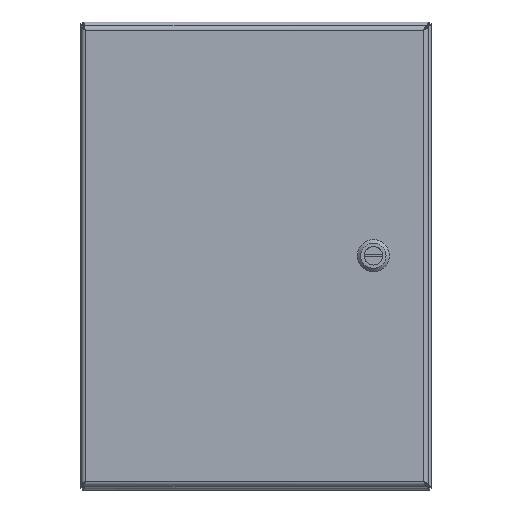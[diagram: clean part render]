
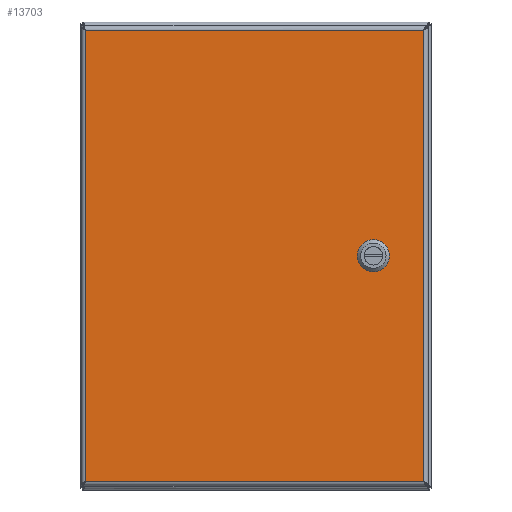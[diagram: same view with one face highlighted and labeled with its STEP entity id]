
A CAD part, top view. The second image highlights one B-rep face of the part: STEP entity #13703.
In plain terms, the highlighted face is planar.
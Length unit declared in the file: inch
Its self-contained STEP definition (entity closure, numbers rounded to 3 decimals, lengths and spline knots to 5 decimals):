
#457=FACE_BOUND('',#2958,.T.);
#665=CIRCLE('',#14535,0.453);
#667=CIRCLE('',#14539,0.453);
#669=CIRCLE('',#14543,0.453);
#671=CIRCLE('',#14547,0.453);
#1265=PLANE('',#14585);
#2052=FACE_OUTER_BOUND('',#2957,.T.);
#2957=EDGE_LOOP('',(#10056,#10057,#10058,#10059));
#2958=EDGE_LOOP('',(#10060,#10061,#10062,#10063,#10064,#10065,#10066,#10067));
#3989=LINE('',#22063,#5035);
#3993=LINE('',#22075,#5039);
#3997=LINE('',#22087,#5043);
#4001=LINE('',#22097,#5047);
#4037=LINE('',#22179,#5083);
#4043=LINE('',#22261,#5089);
#4058=LINE('',#22361,#5104);
#4073=LINE('',#22460,#5119);
#5035=VECTOR('',#16302,0.42525);
#5039=VECTOR('',#16314,0.42525);
#5043=VECTOR('',#16326,0.42525);
#5047=VECTOR('',#16338,0.42525);
#5083=VECTOR('',#16400,15.4445);
#5089=VECTOR('',#16412,11.5695);
#5104=VECTOR('',#16441,15.4445);
#5119=VECTOR('',#16470,11.5695);
#6146=VERTEX_POINT('',#22054);
#6147=VERTEX_POINT('',#22056);
#6149=VERTEX_POINT('',#22062);
#6151=VERTEX_POINT('',#22068);
#6153=VERTEX_POINT('',#22074);
#6155=VERTEX_POINT('',#22080);
#6157=VERTEX_POINT('',#22086);
#6159=VERTEX_POINT('',#22092);
#6184=VERTEX_POINT('',#22170);
#6185=VERTEX_POINT('',#22178);
#6190=VERTEX_POINT('',#22253);
#6200=VERTEX_POINT('',#22353);
#7541=EDGE_CURVE('',#6147,#6146,#665,.T.);
#7544=EDGE_CURVE('',#6149,#6147,#3989,.T.);
#7547=EDGE_CURVE('',#6151,#6149,#667,.T.);
#7550=EDGE_CURVE('',#6153,#6151,#3993,.T.);
#7553=EDGE_CURVE('',#6155,#6153,#669,.T.);
#7556=EDGE_CURVE('',#6157,#6155,#3997,.T.);
#7559=EDGE_CURVE('',#6159,#6157,#671,.T.);
#7562=EDGE_CURVE('',#6146,#6159,#4001,.T.);
#7599=EDGE_CURVE('',#6185,#6184,#4037,.T.);
#7609=EDGE_CURVE('',#6184,#6190,#4043,.T.);
#7628=EDGE_CURVE('',#6190,#6200,#4058,.T.);
#7647=EDGE_CURVE('',#6200,#6185,#4073,.T.);
#10056=ORIENTED_EDGE('',*,*,#7599,.T.);
#10057=ORIENTED_EDGE('',*,*,#7609,.T.);
#10058=ORIENTED_EDGE('',*,*,#7628,.T.);
#10059=ORIENTED_EDGE('',*,*,#7647,.T.);
#10060=ORIENTED_EDGE('',*,*,#7541,.T.);
#10061=ORIENTED_EDGE('',*,*,#7562,.T.);
#10062=ORIENTED_EDGE('',*,*,#7559,.T.);
#10063=ORIENTED_EDGE('',*,*,#7556,.T.);
#10064=ORIENTED_EDGE('',*,*,#7553,.T.);
#10065=ORIENTED_EDGE('',*,*,#7550,.T.);
#10066=ORIENTED_EDGE('',*,*,#7547,.T.);
#10067=ORIENTED_EDGE('',*,*,#7544,.T.);
#13703=ADVANCED_FACE('',(#2052,#457),#1265,.F.);
#14535=AXIS2_PLACEMENT_3D('',#22057,#16296,#16297);
#14539=AXIS2_PLACEMENT_3D('',#22069,#16308,#16309);
#14543=AXIS2_PLACEMENT_3D('',#22081,#16320,#16321);
#14547=AXIS2_PLACEMENT_3D('',#22093,#16332,#16333);
#14585=AXIS2_PLACEMENT_3D('',#22546,#16495,#16496);
#16296=DIRECTION('center_axis',(0.,0.,1.));
#16297=DIRECTION('ref_axis',(-0.469,-0.883,0.));
#16302=DIRECTION('',(0.,1.,0.));
#16308=DIRECTION('center_axis',(0.,0.,1.));
#16309=DIRECTION('ref_axis',(-0.883,0.469,0.));
#16314=DIRECTION('',(1.,0.,0.));
#16320=DIRECTION('center_axis',(0.,0.,1.));
#16321=DIRECTION('ref_axis',(0.469,0.883,0.));
#16326=DIRECTION('',(0.,-1.,0.));
#16332=DIRECTION('center_axis',(0.,0.,1.));
#16333=DIRECTION('ref_axis',(0.883,-0.469,0.));
#16338=DIRECTION('',(-1.,0.,0.));
#16400=DIRECTION('',(0.,-1.,0.));
#16412=DIRECTION('',(-1.,0.,0.));
#16441=DIRECTION('',(0.,1.,0.));
#16470=DIRECTION('',(1.,0.,0.));
#16495=DIRECTION('center_axis',(0.,0.,1.));
#16496=DIRECTION('ref_axis',(1.,0.,0.));
#22054=CARTESIAN_POINT('',(2.08762,8.275,0.));
#22056=CARTESIAN_POINT('',(2.275,8.08762,0.));
#22057=CARTESIAN_POINT('Origin',(1.875,7.875,0.));
#22062=CARTESIAN_POINT('',(2.275,7.66238,0.));
#22063=CARTESIAN_POINT('',(2.275,7.98131,0.));
#22068=CARTESIAN_POINT('',(2.08762,7.475,0.));
#22069=CARTESIAN_POINT('Origin',(1.875,7.875,0.));
#22074=CARTESIAN_POINT('',(1.66238,7.475,0.));
#22075=CARTESIAN_POINT('',(4.01256,7.475,0.));
#22080=CARTESIAN_POINT('',(1.475,7.66238,0.));
#22081=CARTESIAN_POINT('Origin',(1.875,7.875,0.));
#22086=CARTESIAN_POINT('',(1.475,8.08762,0.));
#22087=CARTESIAN_POINT('',(1.475,7.76869,0.));
#22092=CARTESIAN_POINT('',(1.66238,8.275,0.));
#22093=CARTESIAN_POINT('Origin',(1.875,7.875,0.));
#22097=CARTESIAN_POINT('',(3.79994,8.275,0.));
#22170=CARTESIAN_POINT('',(11.72225,0.15275,0.));
#22178=CARTESIAN_POINT('',(11.72225,15.59725,0.));
#22179=CARTESIAN_POINT('',(11.72225,11.73613,0.));
#22253=CARTESIAN_POINT('',(0.15275,0.15275,0.));
#22261=CARTESIAN_POINT('',(8.82988,0.15275,0.));
#22353=CARTESIAN_POINT('',(0.15275,15.59725,0.));
#22361=CARTESIAN_POINT('',(0.15275,4.01388,0.));
#22460=CARTESIAN_POINT('',(3.04513,15.59725,0.));
#22546=CARTESIAN_POINT('Origin',(5.9375,7.875,0.));
